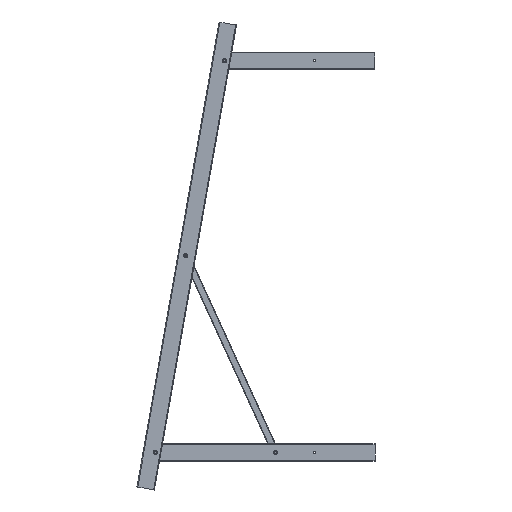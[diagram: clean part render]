
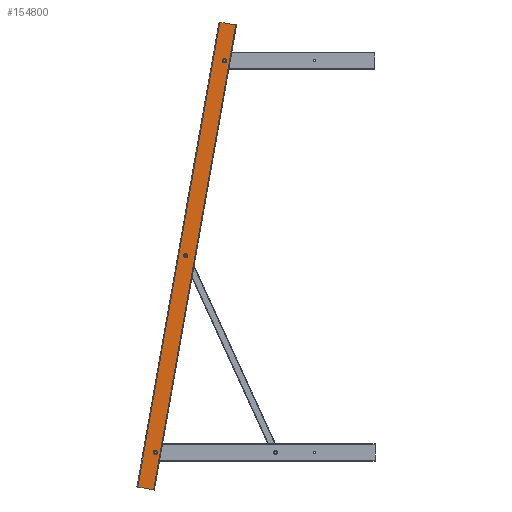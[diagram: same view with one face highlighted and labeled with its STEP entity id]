
A CAD part, left-side view. The second image highlights one B-rep face of the part: STEP entity #154800.
In plain terms, the highlighted planar face has unit normal (-1, 0, 0).
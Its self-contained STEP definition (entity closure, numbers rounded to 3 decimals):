
#6291 = CIRCLE ( 'NONE', #21145, 6.5 ) ;
#10321 = FACE_BOUND ( 'NONE', #89140, .T. ) ;
#13299 = ORIENTED_EDGE ( 'NONE', *, *, #156439, .F. ) ;
#15304 = VECTOR ( 'NONE', #28521, 1000. ) ;
#15933 = EDGE_CURVE ( 'NONE', #132235, #151545, #183743, .T. ) ;
#18978 = CARTESIAN_POINT ( 'NONE',  ( -27.5, -17.5, 1156.5 ) ) ;
#21145 = AXIS2_PLACEMENT_3D ( 'NONE', #22162, #122472, #179120 ) ;
#21438 = AXIS2_PLACEMENT_3D ( 'NONE', #138374, #53817, #153247 ) ;
#22162 = CARTESIAN_POINT ( 'NONE',  ( -27.5, 7.5, 0. ) ) ;
#24190 = VECTOR ( 'NONE', #91500, 1000. ) ;
#24461 = ORIENTED_EDGE ( 'NONE', *, *, #156231, .F. ) ;
#27059 = FACE_BOUND ( 'NONE', #87960, .T. ) ;
#27160 = CIRCLE ( 'NONE', #169727, 6.5 ) ;
#27710 = CARTESIAN_POINT ( 'NONE',  ( -27.5, -50., -1365. ) ) ;
#28293 = CARTESIAN_POINT ( 'NONE',  ( -27.5, 7.5, -6.5 ) ) ;
#28521 = DIRECTION ( 'NONE',  ( 0., 1., 0. ) ) ;
#29755 = EDGE_CURVE ( 'NONE', #155123, #93298, #183649, .T. ) ;
#31796 = DIRECTION ( 'NONE',  ( 0., 0., -1. ) ) ;
#32772 = DIRECTION ( 'NONE',  ( -1., 0., 0. ) ) ;
#32821 = EDGE_CURVE ( 'NONE', #74024, #67610, #6291, .T. ) ;
#39542 = DIRECTION ( 'NONE',  ( -1., 0., 0. ) ) ;
#40708 = CARTESIAN_POINT ( 'NONE',  ( -27.5, 48., 1365. ) ) ;
#49549 = CARTESIAN_POINT ( 'NONE',  ( -27.5, -17.5, 1143.5 ) ) ;
#51055 = AXIS2_PLACEMENT_3D ( 'NONE', #123659, #167351, #180338 ) ;
#51067 = CARTESIAN_POINT ( 'NONE',  ( -27.5, -45.5, 1365. ) ) ;
#53817 = DIRECTION ( 'NONE',  ( -1., 0., 0. ) ) ;
#55517 = CARTESIAN_POINT ( 'NONE',  ( -27.5, -50., 1365. ) ) ;
#56435 = EDGE_CURVE ( 'NONE', #155123, #132235, #64526, .T. ) ;
#56783 = EDGE_CURVE ( 'NONE', #93298, #151545, #100638, .T. ) ;
#58803 = CARTESIAN_POINT ( 'NONE',  ( -27.5, 48., 1365. ) ) ;
#59257 = ORIENTED_EDGE ( 'NONE', *, *, #32821, .F. ) ;
#61597 = DIRECTION ( 'NONE',  ( 0., -1., 0. ) ) ;
#62240 = EDGE_CURVE ( 'NONE', #133328, #171937, #82596, .T. ) ;
#62406 = VERTEX_POINT ( 'NONE', #18978 ) ;
#64526 = LINE ( 'NONE', #67229, #24190 ) ;
#67015 = PLANE ( 'NONE',  #51055 ) ;
#67229 = CARTESIAN_POINT ( 'NONE',  ( -27.5, -45.5, 1365. ) ) ;
#67610 = VERTEX_POINT ( 'NONE', #88760 ) ;
#71360 = DIRECTION ( 'NONE',  ( 0., 1., 0. ) ) ;
#71556 = CIRCLE ( 'NONE', #83375, 6.5 ) ;
#74024 = VERTEX_POINT ( 'NONE', #28293 ) ;
#77007 = ORIENTED_EDGE ( 'NONE', *, *, #133324, .F. ) ;
#82596 = CIRCLE ( 'NONE', #183320, 6.5 ) ;
#83375 = AXIS2_PLACEMENT_3D ( 'NONE', #132739, #131829, #86367 ) ;
#86367 = DIRECTION ( 'NONE',  ( 0., -1., 0. ) ) ;
#87960 = EDGE_LOOP ( 'NONE', ( #59257, #24461 ) ) ;
#88760 = CARTESIAN_POINT ( 'NONE',  ( -27.5, 7.5, 6.5 ) ) ;
#89009 = CARTESIAN_POINT ( 'NONE',  ( -27.5, -17.5, 1150. ) ) ;
#89140 = EDGE_LOOP ( 'NONE', ( #95375, #77007 ) ) ;
#91500 = DIRECTION ( 'NONE',  ( 0., 0., -1. ) ) ;
#91781 = DIRECTION ( 'NONE',  ( 0., -1., 0. ) ) ;
#93298 = VERTEX_POINT ( 'NONE', #40708 ) ;
#95375 = ORIENTED_EDGE ( 'NONE', *, *, #62240, .F. ) ;
#100638 = LINE ( 'NONE', #58803, #125100 ) ;
#101713 = CIRCLE ( 'NONE', #116527, 6.5 ) ;
#104065 = ORIENTED_EDGE ( 'NONE', *, *, #56435, .F. ) ;
#104640 = CIRCLE ( 'NONE', #21438, 6.5 ) ;
#105489 = CARTESIAN_POINT ( 'NONE',  ( -27.5, 48., -1365. ) ) ;
#105717 = DIRECTION ( 'NONE',  ( -1., 0., 0. ) ) ;
#116527 = AXIS2_PLACEMENT_3D ( 'NONE', #89009, #105717, #91781 ) ;
#122472 = DIRECTION ( 'NONE',  ( -1., 0., 0. ) ) ;
#123659 = CARTESIAN_POINT ( 'NONE',  ( -27.5, -50., 1365. ) ) ;
#124578 = ORIENTED_EDGE ( 'NONE', *, *, #56783, .T. ) ;
#125100 = VECTOR ( 'NONE', #31796, 1000. ) ;
#129708 = ORIENTED_EDGE ( 'NONE', *, *, #15933, .F. ) ;
#131829 = DIRECTION ( 'NONE',  ( -1., 0., 0. ) ) ;
#132235 = VERTEX_POINT ( 'NONE', #157647 ) ;
#132739 = CARTESIAN_POINT ( 'NONE',  ( -27.5, -17.5, -1150. ) ) ;
#133324 = EDGE_CURVE ( 'NONE', #171937, #133328, #71556, .T. ) ;
#133328 = VERTEX_POINT ( 'NONE', #143956 ) ;
#134163 = EDGE_LOOP ( 'NONE', ( #129708, #104065, #181922, #124578 ) ) ;
#137280 = ORIENTED_EDGE ( 'NONE', *, *, #155537, .F. ) ;
#138030 = DIRECTION ( 'NONE',  ( 0., -1., 0. ) ) ;
#138374 = CARTESIAN_POINT ( 'NONE',  ( -27.5, 7.5, 0. ) ) ;
#139497 = FACE_OUTER_BOUND ( 'NONE', #134163, .T. ) ;
#143956 = CARTESIAN_POINT ( 'NONE',  ( -27.5, -17.5, -1156.5 ) ) ;
#145058 = VECTOR ( 'NONE', #71360, 1000. ) ;
#150708 = FACE_BOUND ( 'NONE', #170940, .T. ) ;
#151545 = VERTEX_POINT ( 'NONE', #105489 ) ;
#153247 = DIRECTION ( 'NONE',  ( 0., -1., 0. ) ) ;
#154800 = ADVANCED_FACE ( 'NONE', ( #150708, #10321, #27059, #139497 ), #67015, .T. ) ;
#155123 = VERTEX_POINT ( 'NONE', #51067 ) ;
#155537 = EDGE_CURVE ( 'NONE', #157984, #62406, #27160, .T. ) ;
#156231 = EDGE_CURVE ( 'NONE', #67610, #74024, #104640, .T. ) ;
#156439 = EDGE_CURVE ( 'NONE', #62406, #157984, #101713, .T. ) ;
#157647 = CARTESIAN_POINT ( 'NONE',  ( -27.5, -45.5, -1365. ) ) ;
#157984 = VERTEX_POINT ( 'NONE', #49549 ) ;
#160077 = CARTESIAN_POINT ( 'NONE',  ( -27.5, -17.5, 1150. ) ) ;
#160643 = CARTESIAN_POINT ( 'NONE',  ( -27.5, -17.5, -1143.5 ) ) ;
#166839 = CARTESIAN_POINT ( 'NONE',  ( -27.5, -17.5, -1150. ) ) ;
#167351 = DIRECTION ( 'NONE',  ( -1., 0., 0. ) ) ;
#169727 = AXIS2_PLACEMENT_3D ( 'NONE', #160077, #32772, #61597 ) ;
#170940 = EDGE_LOOP ( 'NONE', ( #137280, #13299 ) ) ;
#171937 = VERTEX_POINT ( 'NONE', #160643 ) ;
#179120 = DIRECTION ( 'NONE',  ( 0., -1., 0. ) ) ;
#180338 = DIRECTION ( 'NONE',  ( 0., -1., 0. ) ) ;
#181922 = ORIENTED_EDGE ( 'NONE', *, *, #29755, .T. ) ;
#183320 = AXIS2_PLACEMENT_3D ( 'NONE', #166839, #39542, #138030 ) ;
#183649 = LINE ( 'NONE', #55517, #15304 ) ;
#183743 = LINE ( 'NONE', #27710, #145058 ) ;
